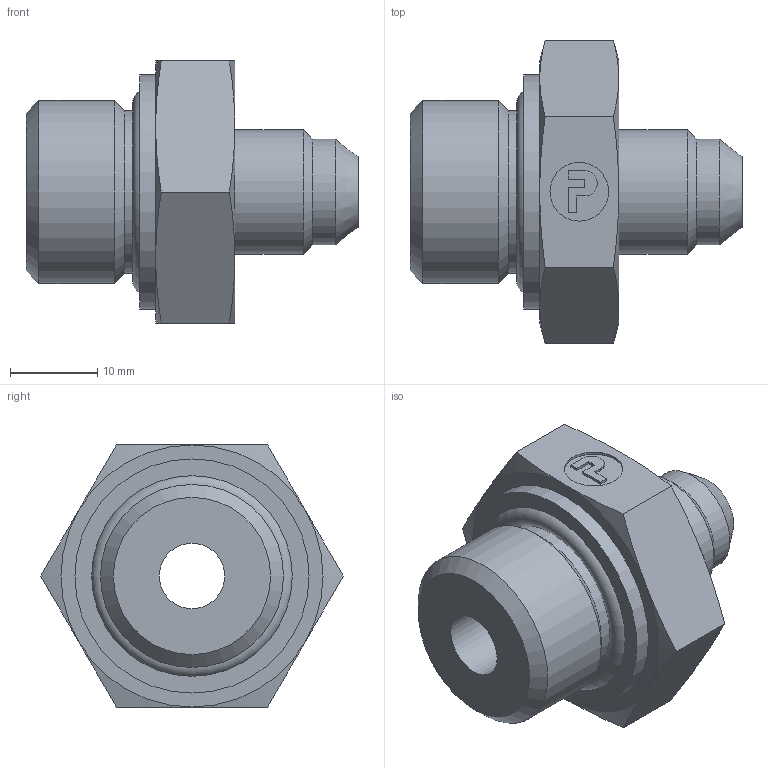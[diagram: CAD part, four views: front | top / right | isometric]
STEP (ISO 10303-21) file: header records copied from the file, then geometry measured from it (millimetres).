
FILE_DESCRIPTION((''),'2;1');
FILE_NAME('6-8F4OMX.stp','2012-02-09T08:46:16',('ng28170'),(''),'Autodesk Inventor 2011','Autodesk Inventor 2011','');
FILE_SCHEMA(('AUTOMOTIVE_DESIGN { 1 2 10303 214 0 1 1 1 }'));
Length unit declared in the file: millimetre
Products named in the file (1): 6-8F4OMX
Bounding box: 38 x 34.64 x 30 mm (x, y, z)
Volume: 12611.4 mm3; surface area: 4851.8 mm2
Topology: 1 solids, 1 shells, 79 faces, 186 edges, 118 vertices
Faces by surface type: plane 40, cylinder 22, cone 16, torus 1
Full cylindrical faces by diameter (mm): 6.72 x1, 7.5 x1, 12.12 x1, 14.252 x1, 18.631 x1, 20.955 x1, 26.8 x1
Entity records: 2199 total; most frequent: CARTESIAN_POINT 418, DIRECTION 368, ORIENTED_EDGE 346, EDGE_CURVE 173, AXIS2_PLACEMENT_3D 139, VERTEX_POINT 117, EDGE_LOOP 102, VECTOR 90
